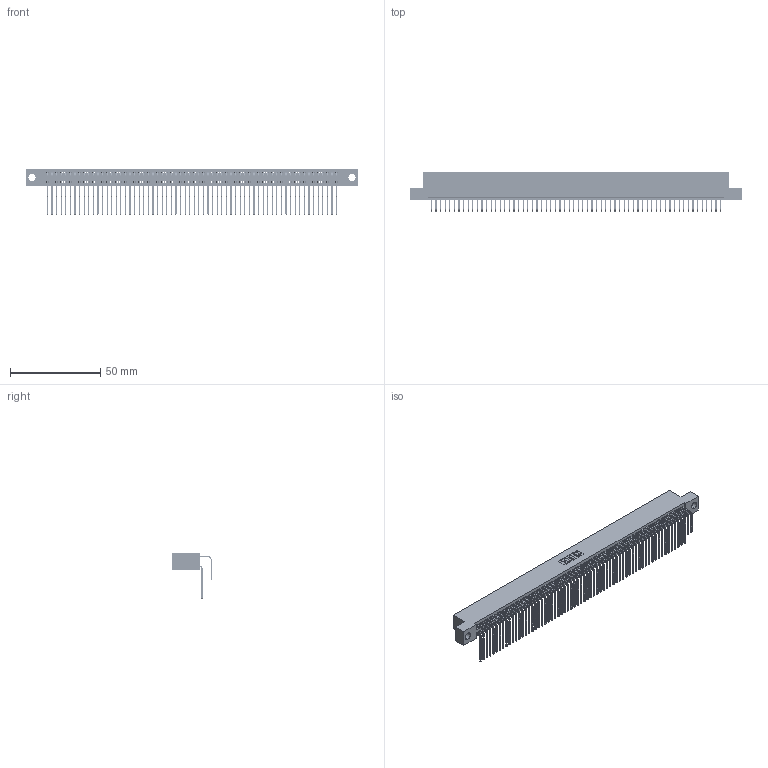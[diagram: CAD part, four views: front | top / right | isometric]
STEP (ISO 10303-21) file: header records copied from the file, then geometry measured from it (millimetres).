
FILE_DESCRIPTION (( 'STEP AP203' ), '1' );
FILE_NAME ('395-128-558-204.STEP', '2021-06-17T23:52:48', ( '' ), ( '' ), 'SwSTEP 2.0', 'SolidWorks 2020', '' );
FILE_SCHEMA (( 'CONFIG_CONTROL_DESIGN' ));
Length unit declared in the file: inch
Products named in the file (4): 345-292-001_558 Tail - 2; 395-128-558-204; 345 Part_Flush Mounting Lugs - 0.156 Dia-TI; 345-292-001_558 559 Tail - 1
Assembly tree (129 placements, depth 2):
  395-128-558-204
    345 Part_Flush Mounting Lugs - 0.156 Dia-TI
    345-292-001_558 559 Tail - 1  x64
    345-292-001_558 Tail - 2  x64
Bounding box: 183.77 x 21.83 x 25.53 mm (x, y, z)
Volume: 18688.2 mm3; surface area: 31374.1 mm2
Topology: 129 solids, 129 shells, 6796 faces, 20217 edges, 13306 vertices
Faces by surface type: plane 4574, cylinder 2222
Entity records: 49325 total; most frequent: CARTESIAN_POINT 8297, ORIENTED_EDGE 8178, DIRECTION 7261, EDGE_CURVE 4089, LINE 3661, VECTOR 3661, VERTEX_POINT 2722, AXIS2_PLACEMENT_3D 1800
